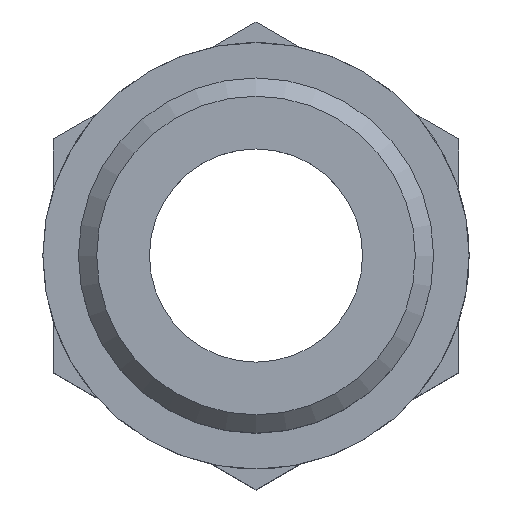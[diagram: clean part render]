
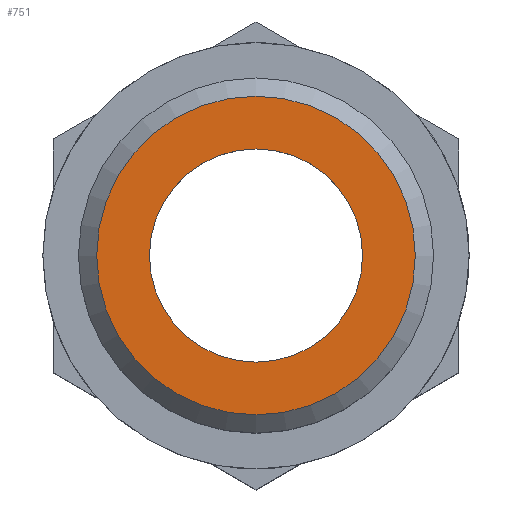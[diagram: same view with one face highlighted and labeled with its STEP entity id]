
A CAD part, top view. The second image highlights one B-rep face of the part: STEP entity #751.
In plain terms, the highlighted planar face has unit normal (0, 0, 1).
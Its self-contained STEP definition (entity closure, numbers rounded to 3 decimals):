
#126=PLANE('',#839);
#167=CIRCLE('',#840,5.);
#168=CIRCLE('',#841,7.475);
#281=ORIENTED_EDGE('',*,*,#443,.F.);
#282=ORIENTED_EDGE('',*,*,#444,.T.);
#443=EDGE_CURVE('',#525,#525,#167,.F.);
#444=EDGE_CURVE('',#526,#526,#168,.T.);
#525=VERTEX_POINT('',#1279);
#526=VERTEX_POINT('',#1281);
#604=EDGE_LOOP('',(#281));
#605=EDGE_LOOP('',(#282));
#676=FACE_BOUND('',#604,.T.);
#677=FACE_BOUND('',#605,.T.);
#751=ADVANCED_FACE('',(#676,#677),#126,.F.);
#839=AXIS2_PLACEMENT_3D('',#1277,#1007,#1008);
#840=AXIS2_PLACEMENT_3D('',#1278,#1009,#1010);
#841=AXIS2_PLACEMENT_3D('',#1280,#1011,#1012);
#1007=DIRECTION('',(0.,0.,-1.));
#1008=DIRECTION('',(-1.,0.,0.));
#1009=DIRECTION('',(0.,0.,-1.));
#1010=DIRECTION('',(-1.,0.,0.));
#1011=DIRECTION('',(0.,0.,1.));
#1012=DIRECTION('',(1.,0.,0.));
#1277=CARTESIAN_POINT('',(7.475,0.,7.));
#1278=CARTESIAN_POINT('',(0.,0.,7.));
#1279=CARTESIAN_POINT('',(-5.,0.,7.));
#1280=CARTESIAN_POINT('',(0.,0.,7.));
#1281=CARTESIAN_POINT('',(7.475,0.,7.));
